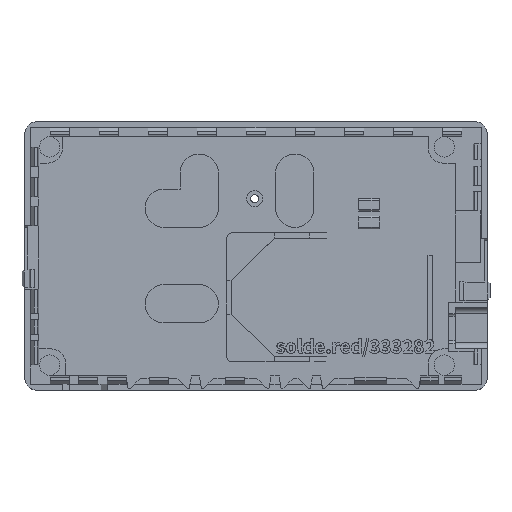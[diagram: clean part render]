
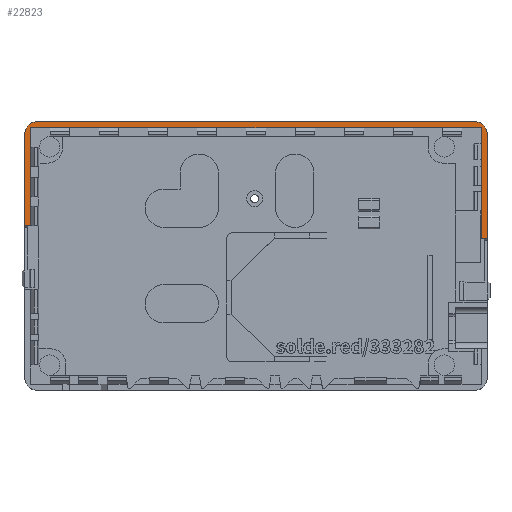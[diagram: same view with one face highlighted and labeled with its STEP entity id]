
A CAD part, top view. The second image highlights one B-rep face of the part: STEP entity #22823.
In plain terms, the highlighted planar face has unit normal (0, 0, 1).
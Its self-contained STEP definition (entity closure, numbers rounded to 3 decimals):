
#2885=LINE('',#39550,#5358);
#2888=LINE('',#39555,#5361);
#2890=LINE('',#39559,#5363);
#2902=LINE('',#39580,#5375);
#2907=LINE('',#39590,#5380);
#2908=LINE('',#39592,#5381);
#2909=LINE('',#39594,#5382);
#2910=LINE('',#39598,#5383);
#2911=LINE('',#39602,#5384);
#2912=LINE('',#39603,#5385);
#5358=VECTOR('',#26759,10.);
#5361=VECTOR('',#26764,10.);
#5363=VECTOR('',#26768,10.);
#5375=VECTOR('',#26788,10.);
#5380=VECTOR('',#26795,10.);
#5381=VECTOR('',#26796,10.);
#5382=VECTOR('',#26797,10.);
#5383=VECTOR('',#26800,10.);
#5384=VECTOR('',#26803,10.);
#5385=VECTOR('',#26804,10.);
#7126=FACE_OUTER_BOUND('',#8384,.T.);
#8384=EDGE_LOOP('',(#19006,#19007,#19008,#19009,#19010,#19011,#19012,#19013,
#19014,#19015,#19016,#19017));
#8861=CIRCLE('',#23735,4.);
#8862=CIRCLE('',#23736,4.);
#10571=VERTEX_POINT('',#39548);
#10572=VERTEX_POINT('',#39549);
#10573=VERTEX_POINT('',#39554);
#10574=VERTEX_POINT('',#39558);
#10579=VERTEX_POINT('',#39579);
#10583=VERTEX_POINT('',#39589);
#10584=VERTEX_POINT('',#39591);
#10585=VERTEX_POINT('',#39593);
#10586=VERTEX_POINT('',#39595);
#10587=VERTEX_POINT('',#39597);
#10588=VERTEX_POINT('',#39599);
#10589=VERTEX_POINT('',#39601);
#13582=EDGE_CURVE('',#10571,#10572,#2885,.T.);
#13585=EDGE_CURVE('',#10573,#10571,#2888,.T.);
#13587=EDGE_CURVE('',#10574,#10573,#2890,.T.);
#13599=EDGE_CURVE('',#10579,#10574,#2902,.T.);
#13604=EDGE_CURVE('',#10572,#10583,#2907,.T.);
#13605=EDGE_CURVE('',#10583,#10584,#2908,.T.);
#13606=EDGE_CURVE('',#10584,#10585,#2909,.T.);
#13607=EDGE_CURVE('',#10585,#10586,#8861,.T.);
#13608=EDGE_CURVE('',#10586,#10587,#2910,.T.);
#13609=EDGE_CURVE('',#10587,#10588,#8862,.T.);
#13610=EDGE_CURVE('',#10588,#10589,#2911,.T.);
#13611=EDGE_CURVE('',#10589,#10579,#2912,.T.);
#19006=ORIENTED_EDGE('',*,*,#13587,.T.);
#19007=ORIENTED_EDGE('',*,*,#13585,.T.);
#19008=ORIENTED_EDGE('',*,*,#13582,.T.);
#19009=ORIENTED_EDGE('',*,*,#13604,.T.);
#19010=ORIENTED_EDGE('',*,*,#13605,.T.);
#19011=ORIENTED_EDGE('',*,*,#13606,.T.);
#19012=ORIENTED_EDGE('',*,*,#13607,.T.);
#19013=ORIENTED_EDGE('',*,*,#13608,.T.);
#19014=ORIENTED_EDGE('',*,*,#13609,.T.);
#19015=ORIENTED_EDGE('',*,*,#13610,.T.);
#19016=ORIENTED_EDGE('',*,*,#13611,.T.);
#19017=ORIENTED_EDGE('',*,*,#13599,.T.);
#21667=PLANE('',#23734);
#22823=ADVANCED_FACE('',(#7126),#21667,.T.);
#23734=AXIS2_PLACEMENT_3D('',#39588,#26793,#26794);
#23735=AXIS2_PLACEMENT_3D('',#39596,#26798,#26799);
#23736=AXIS2_PLACEMENT_3D('',#39600,#26801,#26802);
#26759=DIRECTION('',(0.,-1.,0.));
#26764=DIRECTION('',(1.,0.,0.));
#26768=DIRECTION('',(0.,1.,0.));
#26788=DIRECTION('',(1.,0.,0.));
#26793=DIRECTION('center_axis',(0.,0.,1.));
#26794=DIRECTION('ref_axis',(1.,0.,0.));
#26795=DIRECTION('',(1.,0.,0.));
#26796=DIRECTION('',(1.,0.,0.));
#26797=DIRECTION('',(0.,1.,0.));
#26798=DIRECTION('center_axis',(0.,0.,1.));
#26799=DIRECTION('ref_axis',(1.,0.,0.));
#26800=DIRECTION('',(-1.,0.,0.));
#26801=DIRECTION('center_axis',(0.,0.,1.));
#26802=DIRECTION('ref_axis',(0.,1.,0.));
#26803=DIRECTION('',(0.,-1.,0.));
#26804=DIRECTION('',(1.,0.,0.));
#39548=CARTESIAN_POINT('',(73.495,40.215,8.5));
#39549=CARTESIAN_POINT('',(73.495,5.535,8.5));
#39550=CARTESIAN_POINT('',(73.495,20.108,8.5));
#39554=CARTESIAN_POINT('',(-67.845,40.215,8.5));
#39555=CARTESIAN_POINT('',(-32.51,40.215,8.5));
#39558=CARTESIAN_POINT('',(-67.845,9.535,8.5));
#39559=CARTESIAN_POINT('',(-67.845,4.768,8.5));
#39579=CARTESIAN_POINT('',(-68.795,9.535,8.5));
#39580=CARTESIAN_POINT('',(-33.485,9.535,8.5));
#39588=CARTESIAN_POINT('Origin',(2.825,0.,
8.5));
#39589=CARTESIAN_POINT('',(74.445,5.535,8.5));
#39590=CARTESIAN_POINT('',(38.06,5.535,8.5));
#39591=CARTESIAN_POINT('',(75.445,5.535,8.5));
#39592=CARTESIAN_POINT('',(38.06,5.535,8.5));
#39593=CARTESIAN_POINT('',(75.445,38.115,8.5));
#39594=CARTESIAN_POINT('',(75.445,-38.115,8.5));
#39595=CARTESIAN_POINT('',(71.445,42.115,8.5));
#39596=CARTESIAN_POINT('Origin',(71.445,38.115,8.5));
#39597=CARTESIAN_POINT('',(-65.795,42.115,8.5));
#39598=CARTESIAN_POINT('',(71.445,42.115,8.5));
#39599=CARTESIAN_POINT('',(-69.795,38.115,8.5));
#39600=CARTESIAN_POINT('Origin',(-65.795,38.115,8.5));
#39601=CARTESIAN_POINT('',(-69.795,9.535,8.5));
#39602=CARTESIAN_POINT('',(-69.795,38.115,8.5));
#39603=CARTESIAN_POINT('',(-33.485,9.535,8.5));
